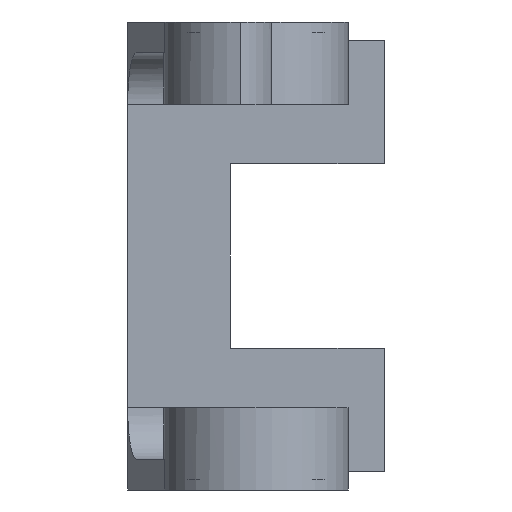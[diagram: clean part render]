
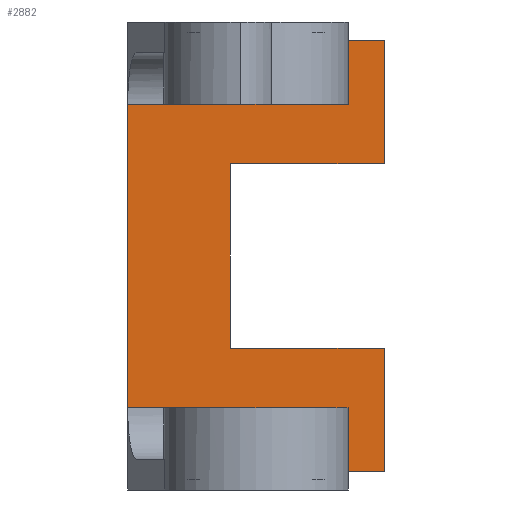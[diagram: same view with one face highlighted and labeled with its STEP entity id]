
A CAD part, front view. The second image highlights one B-rep face of the part: STEP entity #2882.
In plain terms, the highlighted planar face has unit normal (0, -1, 0).
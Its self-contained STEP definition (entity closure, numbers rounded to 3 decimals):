
#55 = CARTESIAN_POINT ( 'NONE',  ( 2.5, 20., 22.8 ) ) ;
#58 = EDGE_CURVE ( 'NONE', #1678, #2592, #657, .T. ) ;
#72 = CARTESIAN_POINT ( 'NONE',  ( 17.5, 20., 1.8 ) ) ;
#203 = DIRECTION ( 'NONE',  ( 0., 0., -1. ) ) ;
#204 = CARTESIAN_POINT ( 'NONE',  ( 17.5, 20., 13.8 ) ) ;
#209 = VECTOR ( 'NONE', #1726, 1000. ) ;
#250 = CARTESIAN_POINT ( 'NONE',  ( -7.5, 20., 8. ) ) ;
#256 = LINE ( 'NONE', #1761, #521 ) ;
#274 = DIRECTION ( 'NONE',  ( 0., 0., -1. ) ) ;
#275 = LINE ( 'NONE', #55, #1025 ) ;
#280 = VERTEX_POINT ( 'NONE', #1456 ) ;
#332 = VERTEX_POINT ( 'NONE', #2225 ) ;
#398 = ORIENTED_EDGE ( 'NONE', *, *, #1521, .T. ) ;
#415 = VECTOR ( 'NONE', #2927, 1000. ) ;
#416 = LINE ( 'NONE', #2873, #2140 ) ;
#425 = CARTESIAN_POINT ( 'NONE',  ( 17.5, 20., 31.8 ) ) ;
#431 = LINE ( 'NONE', #204, #1901 ) ;
#435 = CARTESIAN_POINT ( 'NONE',  ( 17.5, 20., 1.8 ) ) ;
#451 = CARTESIAN_POINT ( 'NONE',  ( 2.5, 20., 8. ) ) ;
#459 = ORIENTED_EDGE ( 'NONE', *, *, #1479, .F. ) ;
#491 = VERTEX_POINT ( 'NONE', #2687 ) ;
#521 = VECTOR ( 'NONE', #274, 1000. ) ;
#528 = VECTOR ( 'NONE', #974, 1000. ) ;
#583 = VECTOR ( 'NONE', #2106, 1000. ) ;
#617 = AXIS2_PLACEMENT_3D ( 'NONE', #797, #1771, #3127 ) ;
#657 = LINE ( 'NONE', #435, #2385 ) ;
#682 = DIRECTION ( 'NONE',  ( 0., 0., 1. ) ) ;
#758 = EDGE_CURVE ( 'NONE', #2076, #491, #1985, .T. ) ;
#797 = CARTESIAN_POINT ( 'NONE',  ( 2.5, 20., 22.8 ) ) ;
#914 = EDGE_CURVE ( 'NONE', #2076, #1663, #2799, .T. ) ;
#974 = DIRECTION ( 'NONE',  ( 1., 0., 0. ) ) ;
#1002 = ORIENTED_EDGE ( 'NONE', *, *, #758, .F. ) ;
#1025 = VECTOR ( 'NONE', #1044, 1000. ) ;
#1027 = CARTESIAN_POINT ( 'NONE',  ( 2.5, 20., 3. ) ) ;
#1044 = DIRECTION ( 'NONE',  ( 0., 0., -1. ) ) ;
#1054 = ORIENTED_EDGE ( 'NONE', *, *, #2474, .F. ) ;
#1101 = EDGE_CURVE ( 'NONE', #332, #2160, #2655, .T. ) ;
#1162 = EDGE_CURVE ( 'NONE', #3008, #2592, #3173, .T. ) ;
#1184 = EDGE_CURVE ( 'NONE', #2160, #2329, #256, .T. ) ;
#1193 = CARTESIAN_POINT ( 'NONE',  ( 2.5, 20., 8. ) ) ;
#1209 = CARTESIAN_POINT ( 'NONE',  ( 17.5, 20., 13.8 ) ) ;
#1233 = EDGE_CURVE ( 'NONE', #1678, #1620, #2689, .T. ) ;
#1330 = CARTESIAN_POINT ( 'NONE',  ( -7.5, 20., 22.8 ) ) ;
#1399 = DIRECTION ( 'NONE',  ( 1., 0., 0. ) ) ;
#1435 = EDGE_LOOP ( 'NONE', ( #1054, #398, #3136, #1572, #1918, #1002, #2776, #459, #2475, #3148, #2840, #2116 ) ) ;
#1456 = CARTESIAN_POINT ( 'NONE',  ( 2.5, 20., 31.8 ) ) ;
#1479 = EDGE_CURVE ( 'NONE', #3008, #1663, #2132, .T. ) ;
#1521 = EDGE_CURVE ( 'NONE', #280, #2329, #2612, .T. ) ;
#1522 = PLANE ( 'NONE',  #617 ) ;
#1572 = ORIENTED_EDGE ( 'NONE', *, *, #1101, .F. ) ;
#1601 = CARTESIAN_POINT ( 'NONE',  ( 17.5, 20., 43.8 ) ) ;
#1620 = VERTEX_POINT ( 'NONE', #1209 ) ;
#1635 = DIRECTION ( 'NONE',  ( -1., 0., 0. ) ) ;
#1663 = VERTEX_POINT ( 'NONE', #250 ) ;
#1678 = VERTEX_POINT ( 'NONE', #1968 ) ;
#1702 = VECTOR ( 'NONE', #1399, 1000. ) ;
#1715 = CARTESIAN_POINT ( 'NONE',  ( -7.5, 20., 37.6 ) ) ;
#1724 = CARTESIAN_POINT ( 'NONE',  ( 2.5, 20., 37.6 ) ) ;
#1726 = DIRECTION ( 'NONE',  ( 0., 0., 1. ) ) ;
#1761 = CARTESIAN_POINT ( 'NONE',  ( 17.5, 20., 43.8 ) ) ;
#1771 = DIRECTION ( 'NONE',  ( 0., 1., 0. ) ) ;
#1818 = CARTESIAN_POINT ( 'NONE',  ( 2.5, 20., 1.8 ) ) ;
#1901 = VECTOR ( 'NONE', #2858, 1000. ) ;
#1918 = ORIENTED_EDGE ( 'NONE', *, *, #2369, .F. ) ;
#1968 = CARTESIAN_POINT ( 'NONE',  ( 17.5, 20., 1.8 ) ) ;
#1985 = LINE ( 'NONE', #1724, #2508 ) ;
#2076 = VERTEX_POINT ( 'NONE', #1715 ) ;
#2087 = CARTESIAN_POINT ( 'NONE',  ( 2.5, 20., 13.8 ) ) ;
#2106 = DIRECTION ( 'NONE',  ( -1., 0., 0. ) ) ;
#2116 = ORIENTED_EDGE ( 'NONE', *, *, #2273, .T. ) ;
#2132 = LINE ( 'NONE', #1193, #583 ) ;
#2140 = VECTOR ( 'NONE', #682, 1000. ) ;
#2160 = VERTEX_POINT ( 'NONE', #1601 ) ;
#2225 = CARTESIAN_POINT ( 'NONE',  ( 2.5, 20., 43.8 ) ) ;
#2273 = EDGE_CURVE ( 'NONE', #1620, #2812, #431, .T. ) ;
#2329 = VERTEX_POINT ( 'NONE', #2412 ) ;
#2369 = EDGE_CURVE ( 'NONE', #491, #332, #416, .T. ) ;
#2385 = VECTOR ( 'NONE', #1635, 1000. ) ;
#2412 = CARTESIAN_POINT ( 'NONE',  ( 17.5, 20., 31.8 ) ) ;
#2426 = DIRECTION ( 'NONE',  ( 1., 0., 0. ) ) ;
#2474 = EDGE_CURVE ( 'NONE', #280, #2812, #275, .T. ) ;
#2475 = ORIENTED_EDGE ( 'NONE', *, *, #1162, .T. ) ;
#2508 = VECTOR ( 'NONE', #2426, 1000. ) ;
#2592 = VERTEX_POINT ( 'NONE', #1818 ) ;
#2612 = LINE ( 'NONE', #425, #1702 ) ;
#2655 = LINE ( 'NONE', #2962, #528 ) ;
#2687 = CARTESIAN_POINT ( 'NONE',  ( 2.5, 20., 37.6 ) ) ;
#2689 = LINE ( 'NONE', #72, #209 ) ;
#2737 = FACE_OUTER_BOUND ( 'NONE', #1435, .T. ) ;
#2776 = ORIENTED_EDGE ( 'NONE', *, *, #914, .T. ) ;
#2799 = LINE ( 'NONE', #1330, #2829 ) ;
#2812 = VERTEX_POINT ( 'NONE', #2087 ) ;
#2829 = VECTOR ( 'NONE', #203, 1000. ) ;
#2840 = ORIENTED_EDGE ( 'NONE', *, *, #1233, .T. ) ;
#2858 = DIRECTION ( 'NONE',  ( -1., 0., 0. ) ) ;
#2873 = CARTESIAN_POINT ( 'NONE',  ( 2.5, 20., 42.6 ) ) ;
#2882 = ADVANCED_FACE ( 'NONE', ( #2737 ), #1522, .F. ) ;
#2927 = DIRECTION ( 'NONE',  ( 0., 0., -1. ) ) ;
#2962 = CARTESIAN_POINT ( 'NONE',  ( 17.5, 20., 43.8 ) ) ;
#3008 = VERTEX_POINT ( 'NONE', #451 ) ;
#3127 = DIRECTION ( 'NONE',  ( 0., 0., 1. ) ) ;
#3136 = ORIENTED_EDGE ( 'NONE', *, *, #1184, .F. ) ;
#3148 = ORIENTED_EDGE ( 'NONE', *, *, #58, .F. ) ;
#3173 = LINE ( 'NONE', #1027, #415 ) ;
